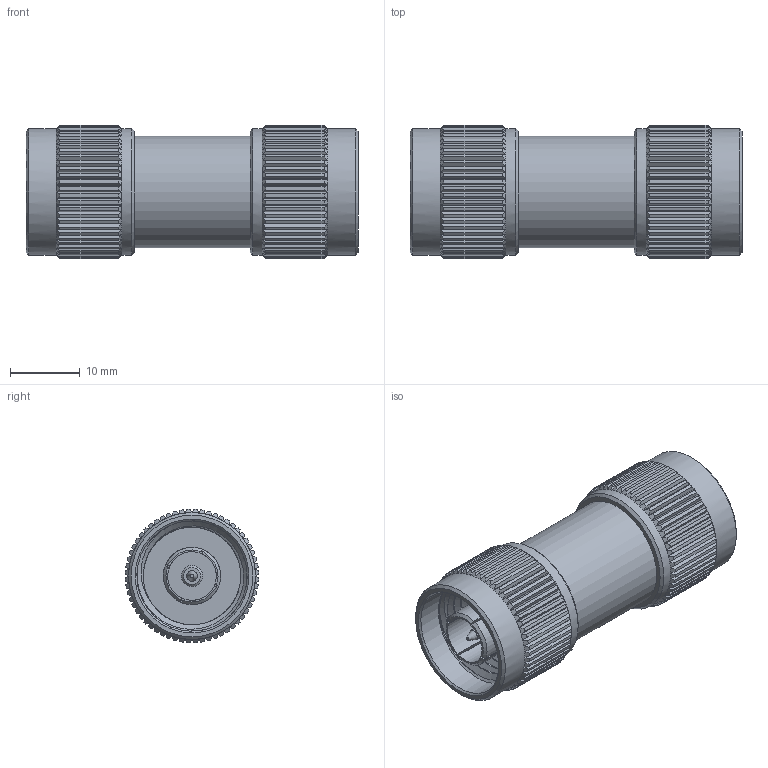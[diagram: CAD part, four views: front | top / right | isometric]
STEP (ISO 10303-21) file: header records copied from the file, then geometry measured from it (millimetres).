
FILE_DESCRIPTION (( 'STEP AP203' ), '1' );
FILE_NAME ('PE91532 ¦ FMAD1237.step', '2019-12-10T16:40:31', ( '' ), ( '' ), 'SwSTEP 2.0', 'SolidWorks 2018', '' );
FILE_SCHEMA (( 'CONFIG_CONTROL_DESIGN' ));
Length unit declared in the file: inch
Products named in the file (1): PE91532 ｦ FMAD1237
Bounding box: 47.75 x 19.21 x 19.21 mm (x, y, z)
Volume: 8590.3 mm3; surface area: 6078.1 mm2
Topology: 1 solids, 1 shells, 695 faces, 1556 edges, 873 vertices
Faces by surface type: plane 284, cone 260, cylinder 145, bspline 6
Full cylindrical faces by diameter (mm): 1.524 x2, 3.048 x2, 6.985 x2, 8.255 x2, 15.875 x10, 16.086 x1, 18.263 x4
Entity records: 20761 total; most frequent: CARTESIAN_POINT 6510, ORIENTED_EDGE 2988, DIRECTION 2892, EDGE_CURVE 1494, AXIS2_PLACEMENT_3D 1234, VERTEX_POINT 846, EDGE_LOOP 720, FACE_OUTER_BOUND 700
